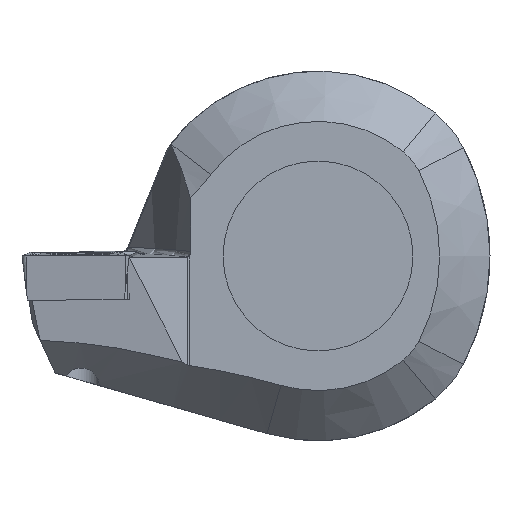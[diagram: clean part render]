
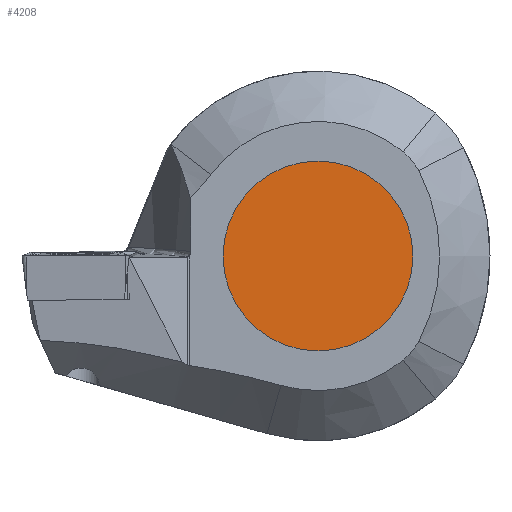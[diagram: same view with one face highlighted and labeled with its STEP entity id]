
A CAD part, left-side view. The second image highlights one B-rep face of the part: STEP entity #4208.
In plain terms, the highlighted planar face has unit normal (-1, 0, 0).
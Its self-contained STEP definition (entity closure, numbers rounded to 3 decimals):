
#161 = FACE_OUTER_BOUND ( 'NONE', #1828, .T. ) ;
#569 = CARTESIAN_POINT ( 'NONE',  ( -10., -8.5, 0. ) ) ;
#582 = CARTESIAN_POINT ( 'NONE',  ( -10., 0., 0. ) ) ;
#614 = EDGE_CURVE ( 'NONE', #866, #866, #2482, .T. ) ;
#861 = DIRECTION ( 'NONE',  ( -1., 0., 0. ) ) ;
#866 = VERTEX_POINT ( 'NONE', #569 ) ;
#1828 = EDGE_LOOP ( 'NONE', ( #4167 ) ) ;
#2150 = CARTESIAN_POINT ( 'NONE',  ( -10., 0., 0. ) ) ;
#2482 = CIRCLE ( 'NONE', #2724, 8.5 ) ;
#2724 = AXIS2_PLACEMENT_3D ( 'NONE', #582, #2873, #3471 ) ;
#2738 = AXIS2_PLACEMENT_3D ( 'NONE', #2150, #861, #3513 ) ;
#2873 = DIRECTION ( 'NONE',  ( -1., 0., 0. ) ) ;
#3471 = DIRECTION ( 'NONE',  ( 0., -1., 0. ) ) ;
#3513 = DIRECTION ( 'NONE',  ( 0., -1., 0. ) ) ;
#4167 = ORIENTED_EDGE ( 'NONE', *, *, #614, .T. ) ;
#4203 = PLANE ( 'NONE',  #2738 ) ;
#4208 = ADVANCED_FACE ( 'NONE', ( #161 ), #4203, .T. ) ;
